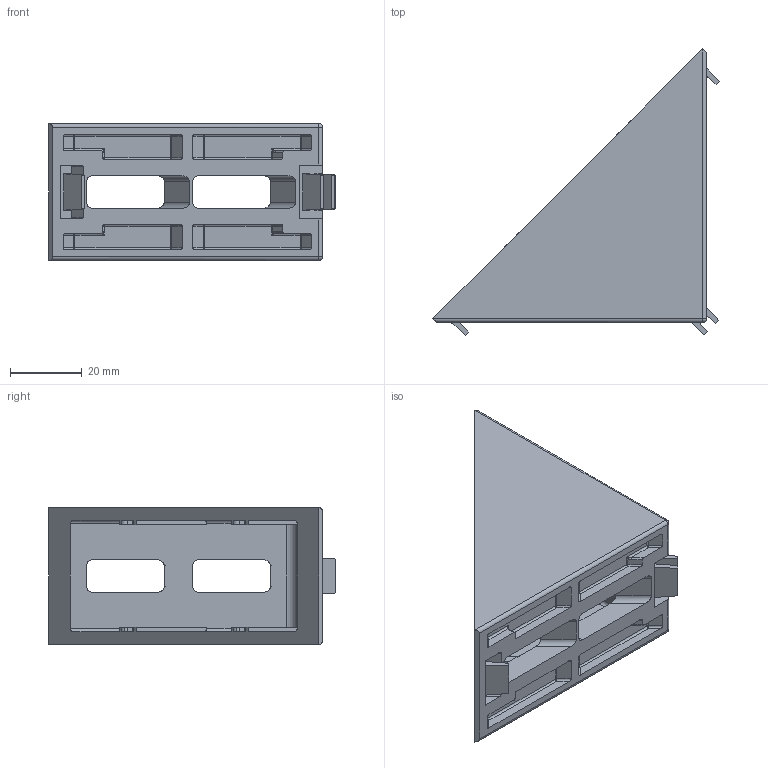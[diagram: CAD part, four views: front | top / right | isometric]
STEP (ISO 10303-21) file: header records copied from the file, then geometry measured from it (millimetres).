
FILE_DESCRIPTION(/* description */ (''),/* implementation_level */ '2;1');
FILE_NAME(/* name */ '81576_KriTec_Winkel_10_80x80x40_Zn.stp',/* time_stamp */ '2015-09-28T10:18:28+02:00',/* author */ ('kostic'),/* organization */ (''),/* preprocessor_version */ 'ST-DEVELOPER v15.2',/* originating_system */ 'Autodesk Inventor 2014',/* authorisation */ '');
FILE_SCHEMA (('CONFIG_CONTROL_DESIGN'));
Length unit declared in the file: millimetre
Products named in the file (1): 81576_KriTec_Winkel_10_80x80x40_Zn
Bounding box: 79.5 x 79.5 x 38 mm (x, y, z)
Volume: 40903.1 mm3; surface area: 23173.1 mm2
Topology: 1 solids, 1 shells, 345 faces, 860 edges, 502 vertices
Faces by surface type: plane 146, cylinder 141, sphere 42, bspline 14, torus 2
Entity records: 10016 total; most frequent: CARTESIAN_POINT 2228, ORIENTED_EDGE 1660, DIRECTION 1580, EDGE_CURVE 830, LINE 528, VECTOR 528, AXIS2_PLACEMENT_3D 526, VERTEX_POINT 502
